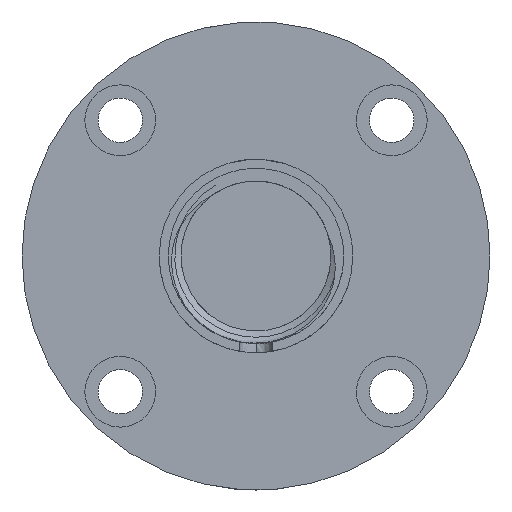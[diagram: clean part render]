
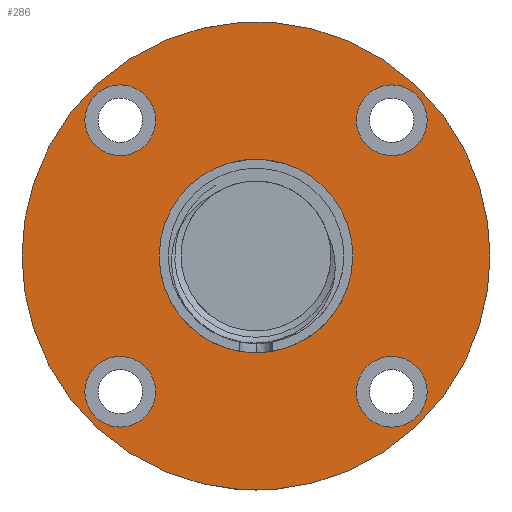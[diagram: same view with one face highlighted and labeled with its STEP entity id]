
A CAD part, left-side view. The second image highlights one B-rep face of the part: STEP entity #286.
In plain terms, the highlighted free-form (B-spline) face has degree [1, 1] with [2, 2] control points.
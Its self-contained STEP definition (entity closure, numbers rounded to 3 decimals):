
#143 = EDGE_CURVE('',#144,#146,#148,.T.);
#144 = VERTEX_POINT('',#145);
#145 = CARTESIAN_POINT('',(0.,49.61,0.));
#146 = VERTEX_POINT('',#147);
#147 = CARTESIAN_POINT('',(0.,-49.61,0.));
#148 = ( BOUNDED_CURVE() B_SPLINE_CURVE(2,(#149,#150,#151,#152,#153),
.UNSPECIFIED.,.F.,.F.) B_SPLINE_CURVE_WITH_KNOTS((3,2,3),(0.,
1.571,3.142),.PIECEWISE_BEZIER_KNOTS.) CURVE() 
GEOMETRIC_REPRESENTATION_ITEM() RATIONAL_B_SPLINE_CURVE((1.,
0.707,1.,0.707,1.)) REPRESENTATION_ITEM('') );
#149 = CARTESIAN_POINT('',(0.,49.61,0.));
#150 = CARTESIAN_POINT('',(0.,49.61,
    49.61));
#151 = CARTESIAN_POINT('',(0.,0.,
    49.61));
#152 = CARTESIAN_POINT('',(0.,-49.61,
    49.61));
#153 = CARTESIAN_POINT('',(0.,-49.61,
    0.));
#221 = EDGE_CURVE('',#144,#146,#222,.T.);
#222 = ( BOUNDED_CURVE() B_SPLINE_CURVE(2,(#223,#224,#225,#226,#227),
.UNSPECIFIED.,.F.,.F.) B_SPLINE_CURVE_WITH_KNOTS((3,2,3),(0.,
1.571,3.142),.PIECEWISE_BEZIER_KNOTS.) CURVE() 
GEOMETRIC_REPRESENTATION_ITEM() RATIONAL_B_SPLINE_CURVE((1.,
0.707,1.,0.707,1.)) REPRESENTATION_ITEM('') );
#223 = CARTESIAN_POINT('',(0.,49.61,0.));
#224 = CARTESIAN_POINT('',(0.,49.61,
    -49.61));
#225 = CARTESIAN_POINT('',(0.,0.,
    -49.61));
#226 = CARTESIAN_POINT('',(0.,-49.61,
    -49.61));
#227 = CARTESIAN_POINT('',(0.,-49.61,
    0.));
#286 = ADVANCED_FACE('',(#287,#291,#313,#335,#357,#379),#401,.T.);
#287 = FACE_BOUND('',#288,.F.);
#288 = EDGE_LOOP('',(#289,#290));
#289 = ORIENTED_EDGE('',*,*,#143,.T.);
#290 = ORIENTED_EDGE('',*,*,#221,.F.);
#291 = FACE_BOUND('',#292,.F.);
#292 = EDGE_LOOP('',(#293,#305));
#293 = ORIENTED_EDGE('',*,*,#294,.F.);
#294 = EDGE_CURVE('',#295,#297,#299,.T.);
#295 = VERTEX_POINT('',#296);
#296 = CARTESIAN_POINT('',(0.,20.521,0.));
#297 = VERTEX_POINT('',#298);
#298 = CARTESIAN_POINT('',(0.,-20.521,0.));
#299 = ( BOUNDED_CURVE() B_SPLINE_CURVE(2,(#300,#301,#302,#303,#304),
.UNSPECIFIED.,.F.,.F.) B_SPLINE_CURVE_WITH_KNOTS((3,2,3),(0.,
1.571,3.142),.PIECEWISE_BEZIER_KNOTS.) CURVE() 
GEOMETRIC_REPRESENTATION_ITEM() RATIONAL_B_SPLINE_CURVE((1.,
0.707,1.,0.707,1.)) REPRESENTATION_ITEM('') );
#300 = CARTESIAN_POINT('',(0.,20.521,0.));
#301 = CARTESIAN_POINT('',(0.,20.521,20.521));
#302 = CARTESIAN_POINT('',(0.,0.,20.521));
#303 = CARTESIAN_POINT('',(0.,-20.521,20.521));
#304 = CARTESIAN_POINT('',(0.,-20.521,0.));
#305 = ORIENTED_EDGE('',*,*,#306,.F.);
#306 = EDGE_CURVE('',#297,#295,#307,.T.);
#307 = ( BOUNDED_CURVE() B_SPLINE_CURVE(2,(#308,#309,#310,#311,#312),
.UNSPECIFIED.,.F.,.F.) B_SPLINE_CURVE_WITH_KNOTS((3,2,3),(0.,
1.571,3.142),.PIECEWISE_BEZIER_KNOTS.) CURVE() 
GEOMETRIC_REPRESENTATION_ITEM() RATIONAL_B_SPLINE_CURVE((1.,
0.707,1.,0.707,1.)) REPRESENTATION_ITEM('') );
#308 = CARTESIAN_POINT('',(0.,-20.521,0.));
#309 = CARTESIAN_POINT('',(0.,-20.521,-20.521));
#310 = CARTESIAN_POINT('',(0.,0.,-20.521));
#311 = CARTESIAN_POINT('',(0.,20.521,-20.521));
#312 = CARTESIAN_POINT('',(0.,20.521,0.));
#313 = FACE_BOUND('',#314,.F.);
#314 = EDGE_LOOP('',(#315,#327));
#315 = ORIENTED_EDGE('',*,*,#316,.T.);
#316 = EDGE_CURVE('',#317,#319,#321,.T.);
#317 = VERTEX_POINT('',#318);
#318 = CARTESIAN_POINT('',(0.,28.778,36.276));
#319 = VERTEX_POINT('',#320);
#320 = CARTESIAN_POINT('',(0.,28.778,21.281));
#321 = ( BOUNDED_CURVE() B_SPLINE_CURVE(2,(#322,#323,#324,#325,#326),
.UNSPECIFIED.,.F.,.F.) B_SPLINE_CURVE_WITH_KNOTS((3,2,3),(0.,
1.571,3.142),.PIECEWISE_BEZIER_KNOTS.) CURVE() 
GEOMETRIC_REPRESENTATION_ITEM() RATIONAL_B_SPLINE_CURVE((1.,
0.707,1.,0.707,1.)) REPRESENTATION_ITEM('') );
#322 = CARTESIAN_POINT('',(0.,28.778,36.276));
#323 = CARTESIAN_POINT('',(0.,36.276,36.276));
#324 = CARTESIAN_POINT('',(0.,36.276,28.778));
#325 = CARTESIAN_POINT('',(0.,36.276,21.281));
#326 = CARTESIAN_POINT('',(0.,28.778,21.281));
#327 = ORIENTED_EDGE('',*,*,#328,.T.);
#328 = EDGE_CURVE('',#319,#317,#329,.T.);
#329 = ( BOUNDED_CURVE() B_SPLINE_CURVE(2,(#330,#331,#332,#333,#334),
.UNSPECIFIED.,.F.,.F.) B_SPLINE_CURVE_WITH_KNOTS((3,2,3),(0.,
1.571,3.142),.PIECEWISE_BEZIER_KNOTS.) CURVE() 
GEOMETRIC_REPRESENTATION_ITEM() RATIONAL_B_SPLINE_CURVE((1.,
0.707,1.,0.707,1.)) REPRESENTATION_ITEM('') );
#330 = CARTESIAN_POINT('',(0.,28.778,21.281));
#331 = CARTESIAN_POINT('',(0.,21.281,21.281));
#332 = CARTESIAN_POINT('',(0.,21.281,28.778));
#333 = CARTESIAN_POINT('',(0.,21.281,36.276));
#334 = CARTESIAN_POINT('',(0.,28.778,36.276));
#335 = FACE_BOUND('',#336,.F.);
#336 = EDGE_LOOP('',(#337,#349));
#337 = ORIENTED_EDGE('',*,*,#338,.T.);
#338 = EDGE_CURVE('',#339,#341,#343,.T.);
#339 = VERTEX_POINT('',#340);
#340 = CARTESIAN_POINT('',(0.,28.778,-21.281));
#341 = VERTEX_POINT('',#342);
#342 = CARTESIAN_POINT('',(0.,28.778,-36.276));
#343 = ( BOUNDED_CURVE() B_SPLINE_CURVE(2,(#344,#345,#346,#347,#348),
.UNSPECIFIED.,.F.,.F.) B_SPLINE_CURVE_WITH_KNOTS((3,2,3),(0.,
1.571,3.142),.PIECEWISE_BEZIER_KNOTS.) CURVE() 
GEOMETRIC_REPRESENTATION_ITEM() RATIONAL_B_SPLINE_CURVE((1.,
0.707,1.,0.707,1.)) REPRESENTATION_ITEM('') );
#344 = CARTESIAN_POINT('',(0.,28.778,-21.281));
#345 = CARTESIAN_POINT('',(0.,36.276,-21.281));
#346 = CARTESIAN_POINT('',(0.,36.276,-28.778));
#347 = CARTESIAN_POINT('',(0.,36.276,-36.276));
#348 = CARTESIAN_POINT('',(0.,28.778,-36.276));
#349 = ORIENTED_EDGE('',*,*,#350,.T.);
#350 = EDGE_CURVE('',#341,#339,#351,.T.);
#351 = ( BOUNDED_CURVE() B_SPLINE_CURVE(2,(#352,#353,#354,#355,#356),
.UNSPECIFIED.,.F.,.F.) B_SPLINE_CURVE_WITH_KNOTS((3,2,3),(0.,
1.571,3.142),.PIECEWISE_BEZIER_KNOTS.) CURVE() 
GEOMETRIC_REPRESENTATION_ITEM() RATIONAL_B_SPLINE_CURVE((1.,
0.707,1.,0.707,1.)) REPRESENTATION_ITEM('') );
#352 = CARTESIAN_POINT('',(0.,28.778,-36.276));
#353 = CARTESIAN_POINT('',(0.,21.281,-36.276));
#354 = CARTESIAN_POINT('',(0.,21.281,-28.778));
#355 = CARTESIAN_POINT('',(0.,21.281,-21.281));
#356 = CARTESIAN_POINT('',(0.,28.778,-21.281));
#357 = FACE_BOUND('',#358,.F.);
#358 = EDGE_LOOP('',(#359,#371));
#359 = ORIENTED_EDGE('',*,*,#360,.T.);
#360 = EDGE_CURVE('',#361,#363,#365,.T.);
#361 = VERTEX_POINT('',#362);
#362 = CARTESIAN_POINT('',(0.,-28.778,-21.281));
#363 = VERTEX_POINT('',#364);
#364 = CARTESIAN_POINT('',(0.,-28.778,-36.276));
#365 = ( BOUNDED_CURVE() B_SPLINE_CURVE(2,(#366,#367,#368,#369,#370),
.UNSPECIFIED.,.F.,.F.) B_SPLINE_CURVE_WITH_KNOTS((3,2,3),(0.,
1.571,3.142),.PIECEWISE_BEZIER_KNOTS.) CURVE() 
GEOMETRIC_REPRESENTATION_ITEM() RATIONAL_B_SPLINE_CURVE((1.,
0.707,1.,0.707,1.)) REPRESENTATION_ITEM('') );
#366 = CARTESIAN_POINT('',(0.,-28.778,-21.281));
#367 = CARTESIAN_POINT('',(0.,-21.281,-21.281));
#368 = CARTESIAN_POINT('',(0.,-21.281,-28.778));
#369 = CARTESIAN_POINT('',(0.,-21.281,-36.276));
#370 = CARTESIAN_POINT('',(0.,-28.778,-36.276));
#371 = ORIENTED_EDGE('',*,*,#372,.T.);
#372 = EDGE_CURVE('',#363,#361,#373,.T.);
#373 = ( BOUNDED_CURVE() B_SPLINE_CURVE(2,(#374,#375,#376,#377,#378),
.UNSPECIFIED.,.F.,.F.) B_SPLINE_CURVE_WITH_KNOTS((3,2,3),(0.,
1.571,3.142),.PIECEWISE_BEZIER_KNOTS.) CURVE() 
GEOMETRIC_REPRESENTATION_ITEM() RATIONAL_B_SPLINE_CURVE((1.,
0.707,1.,0.707,1.)) REPRESENTATION_ITEM('') );
#374 = CARTESIAN_POINT('',(0.,-28.778,-36.276));
#375 = CARTESIAN_POINT('',(0.,-36.276,-36.276));
#376 = CARTESIAN_POINT('',(0.,-36.276,-28.778));
#377 = CARTESIAN_POINT('',(0.,-36.276,-21.281));
#378 = CARTESIAN_POINT('',(0.,-28.778,-21.281));
#379 = FACE_BOUND('',#380,.F.);
#380 = EDGE_LOOP('',(#381,#393));
#381 = ORIENTED_EDGE('',*,*,#382,.T.);
#382 = EDGE_CURVE('',#383,#385,#387,.T.);
#383 = VERTEX_POINT('',#384);
#384 = CARTESIAN_POINT('',(0.,-28.778,36.276));
#385 = VERTEX_POINT('',#386);
#386 = CARTESIAN_POINT('',(0.,-28.778,21.281));
#387 = ( BOUNDED_CURVE() B_SPLINE_CURVE(2,(#388,#389,#390,#391,#392),
.UNSPECIFIED.,.F.,.F.) B_SPLINE_CURVE_WITH_KNOTS((3,2,3),(0.,
1.571,3.142),.PIECEWISE_BEZIER_KNOTS.) CURVE() 
GEOMETRIC_REPRESENTATION_ITEM() RATIONAL_B_SPLINE_CURVE((1.,
0.707,1.,0.707,1.)) REPRESENTATION_ITEM('') );
#388 = CARTESIAN_POINT('',(0.,-28.778,36.276));
#389 = CARTESIAN_POINT('',(0.,-21.281,36.276));
#390 = CARTESIAN_POINT('',(0.,-21.281,28.778));
#391 = CARTESIAN_POINT('',(0.,-21.281,21.281));
#392 = CARTESIAN_POINT('',(0.,-28.778,21.281));
#393 = ORIENTED_EDGE('',*,*,#394,.T.);
#394 = EDGE_CURVE('',#385,#383,#395,.T.);
#395 = ( BOUNDED_CURVE() B_SPLINE_CURVE(2,(#396,#397,#398,#399,#400),
.UNSPECIFIED.,.F.,.F.) B_SPLINE_CURVE_WITH_KNOTS((3,2,3),(0.,
1.571,3.142),.PIECEWISE_BEZIER_KNOTS.) CURVE() 
GEOMETRIC_REPRESENTATION_ITEM() RATIONAL_B_SPLINE_CURVE((1.,
0.707,1.,0.707,1.)) REPRESENTATION_ITEM('') );
#396 = CARTESIAN_POINT('',(0.,-28.778,21.281));
#397 = CARTESIAN_POINT('',(0.,-36.276,21.281));
#398 = CARTESIAN_POINT('',(0.,-36.276,28.778));
#399 = CARTESIAN_POINT('',(0.,-36.276,36.276));
#400 = CARTESIAN_POINT('',(0.,-28.778,36.276));
#401 = B_SPLINE_SURFACE_WITH_KNOTS('',1,1,(
    (#402,#403)
    ,(#404,#405
    )),.UNSPECIFIED.,.F.,.F.,.F.,(2,2),(2,2),(-57.9,57.9),(-57.9,57.9),
  .PIECEWISE_BEZIER_KNOTS.);
#402 = CARTESIAN_POINT('',(0.,-49.61,49.61));
#403 = CARTESIAN_POINT('',(0.,-49.61,-49.61));
#404 = CARTESIAN_POINT('',(0.,49.61,49.61));
#405 = CARTESIAN_POINT('',(0.,49.61,-49.61));
